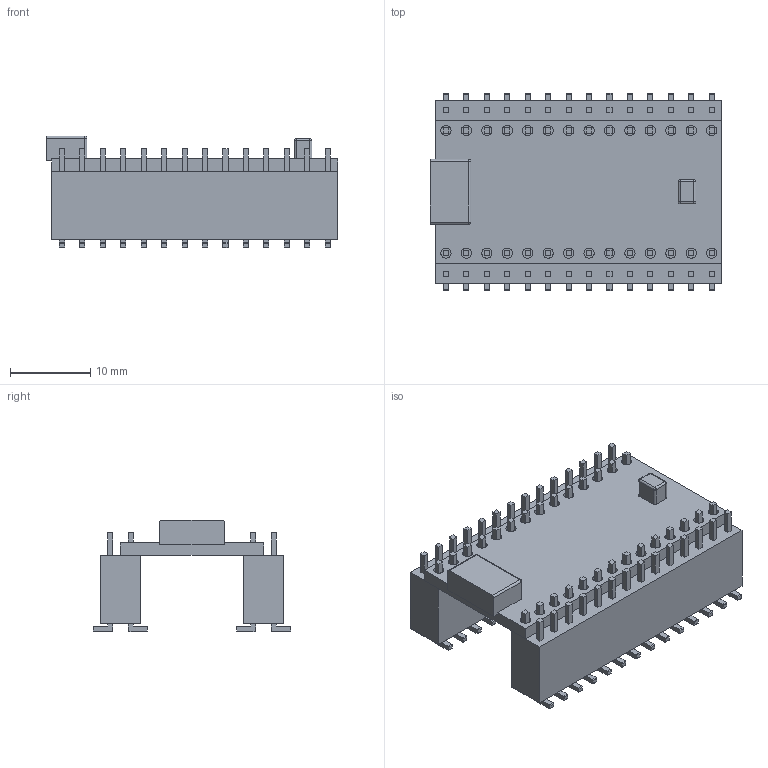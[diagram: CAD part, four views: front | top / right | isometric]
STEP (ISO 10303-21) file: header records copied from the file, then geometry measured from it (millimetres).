
FILE_DESCRIPTION(('FreeCAD Model'),'2;1');
FILE_NAME('Fusion.step', '2017-05-19T13:40:13',('kicad StepUp'),('ksu MCAD'), 'Open CASCADE STEP processor 7.1','FreeCAD','Unknown');
FILE_SCHEMA(('AUTOMOTIVE_DESIGN_CC2 { 1 2 10303 214 -1 1 5 4 }'));
Length unit declared in the file: millimetre
Products named in the file (2): ASSEMBLY; Fusion
Assembly tree (1 placements, depth 2):
  ASSEMBLY
    Fusion
Bounding box: 36.26 x 24.48 x 13.9 mm (x, y, z)
Volume: 4219.3 mm3; surface area: 4239.8 mm2
Topology: 1 solids, 1 shells, 1000 faces, 2551 edges, 1688 vertices
Faces by surface type: plane 729, cylinder 265, sphere 6
Full cylindrical faces by diameter (mm): 1.27 x28
Entity records: 30050 total; most frequent: CARTESIAN_POINT 5235, ORIENTED_EDGE 5090, DIRECTION 5079, EDGE_CURVE 2545, LINE 2015, VECTOR 2015, VERTEX_POINT 1688, AXIS2_PLACEMENT_3D 1532
